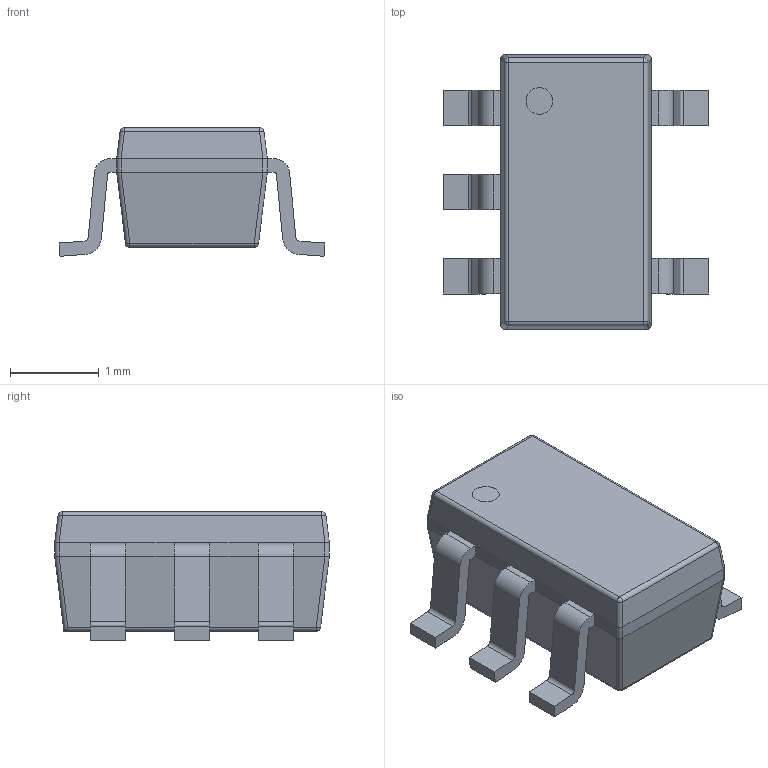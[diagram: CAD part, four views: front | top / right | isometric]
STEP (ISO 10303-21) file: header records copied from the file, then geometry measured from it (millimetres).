
FILE_DESCRIPTION(/* description */ (''),/* implementation_level */ '2;1');
FILE_NAME(/* name */ 'DIODES INC - SOT-23-5 - N.step',/* time_stamp */ '2022-03-05T20:02:47+00:00',/* author */ (''),/* organization */ (''),/* preprocessor_version */ 'ST-DEVELOPER v18.1',/* originating_system */ 'Autodesk Translation Framework v10.13.0.1454',/* authorisation */ '');
FILE_SCHEMA (('AUTOMOTIVE_DESIGN { 1 0 10303 214 3 1 1 }'));
Length unit declared in the file: millimetre
Products named in the file (1): DIODES INC - SOT-23-5 - N
Bounding box: 3 x 3.1 x 1.45 mm (x, y, z)
Volume: 7 mm3; surface area: 29.2 mm2
Topology: 1 solids, 1 shells, 111 faces, 291 edges, 183 vertices
Faces by surface type: plane 65, cylinder 40, sphere 6
Full cylindrical faces by diameter (mm): 0.3 x1
Entity records: 3504 total; most frequent: DIRECTION 603, CARTESIAN_POINT 586, ORIENTED_EDGE 582, EDGE_CURVE 291, LINE 203, VECTOR 203, AXIS2_PLACEMENT_3D 200, VERTEX_POINT 183
